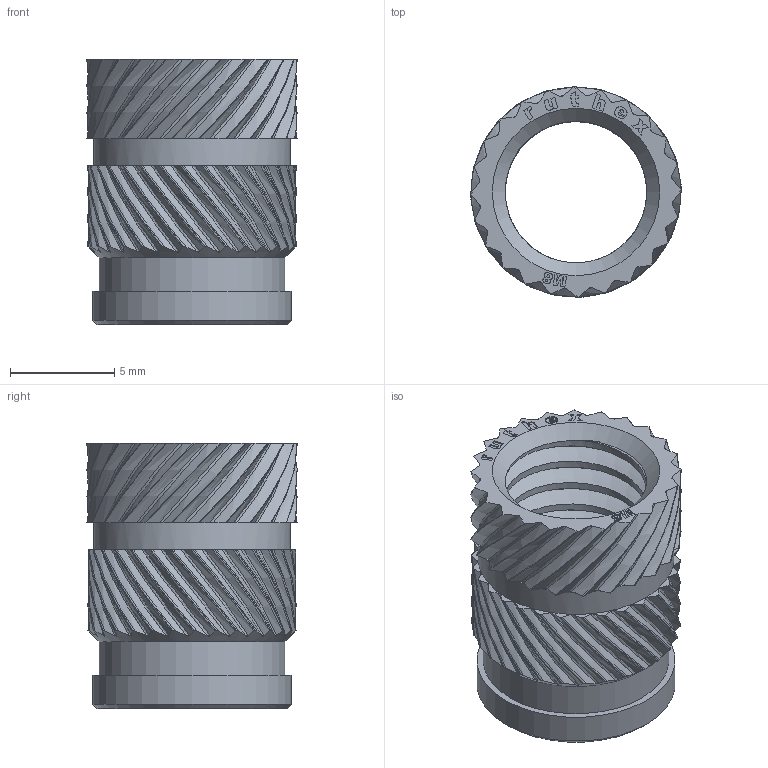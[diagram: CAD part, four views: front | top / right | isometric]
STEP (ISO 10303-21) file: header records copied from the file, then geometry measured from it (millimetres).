
FILE_DESCRIPTION(/* description */ (''),/* implementation_level */ '2;1');
FILE_NAME(/* name */ 'RX-M8x12.7.step',/* time_stamp */ '2020-12-12T23:24:02+01:00',/* author */ (''),/* organization */ (''),/* preprocessor_version */ 'ST-DEVELOPER v18.1',/* originating_system */ 'Autodesk Translation Framework v9.7.1.1290',/* authorisation */ '');
FILE_SCHEMA (('AUTOMOTIVE_DESIGN { 1 0 10303 214 3 1 1 }'));
Length unit declared in the file: millimetre
Products named in the file (2): RX-M8x12.7; RX-M8x12.7_1
Assembly tree (1 placements, depth 2):
  RX-M8x12.7
    RX-M8x12.7_1
Bounding box: 10.08 x 10.08 x 12.7 mm (x, y, z)
Volume: 361.3 mm3; surface area: 1003 mm2
Topology: 1 solids, 1 shells, 515 faces, 1581 edges, 1081 vertices
Faces by surface type: bspline 330, plane 127, cylinder 54, cone 4
Full cylindrical faces by diameter (mm): 6.779 x5, 8.17 x1, 8.9 x1, 9.4 x1, 9.5 x1
Entity records: 28179 total; most frequent: CARTESIAN_POINT 17103, ORIENTED_EDGE 3162, EDGE_CURVE 1581, B_SPLINE_CURVE_WITH_KNOTS 1162, VERTEX_POINT 1081, DIRECTION 918, EDGE_LOOP 530, FACE_OUTER_BOUND 515
